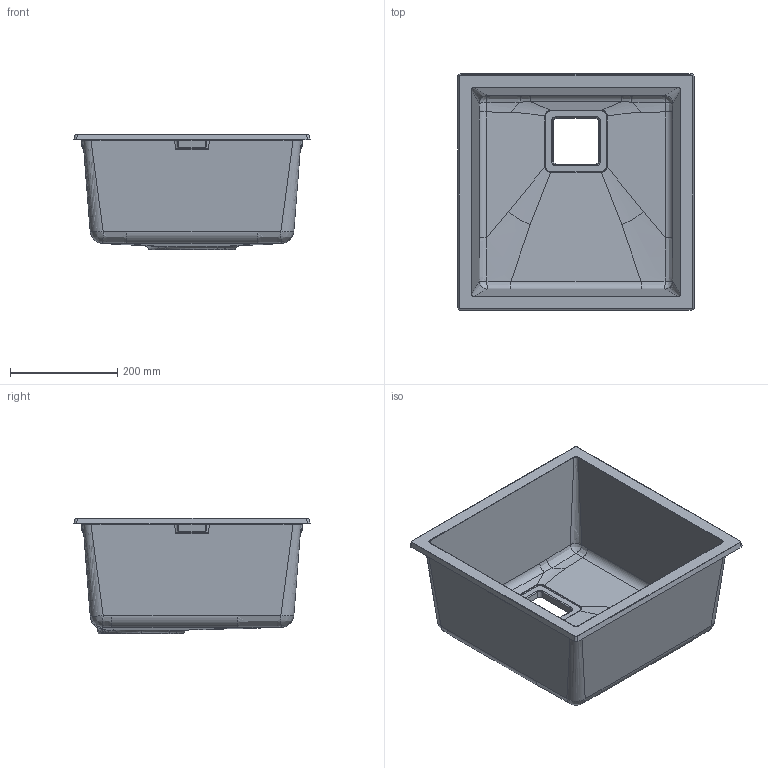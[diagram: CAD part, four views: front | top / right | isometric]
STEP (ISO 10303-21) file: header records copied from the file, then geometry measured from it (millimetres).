
FILE_DESCRIPTION(/* description */ (''),/* implementation_level */ '2;1');
FILE_NAME(/* name */ 'MFOVOI~1',/* time_stamp */ '2022-03-23T14:34:09+01:00',/* author */ (''),/* organization */ (''),/* preprocessor_version */ 'ST-DEVELOPER v16.5',/* originating_system */ '',/* authorisation */ '');
FILE_SCHEMA (('AUTOMOTIVE_DESIGN'));
Length unit declared in the file: millimetre
Products named in the file (1): Document
Bounding box: 440.44 x 440.44 x 215 mm (x, y, z)
Volume: 4106550.5 mm3; surface area: 913675.8 mm2
Topology: 1 solids, 1 shells, 254 faces, 590 edges, 340 vertices
Faces by surface type: bspline 213, plane 41
Entity records: 15183 total; most frequent: CARTESIAN_POINT 11732, ORIENTED_EDGE 1180, EDGE_CURVE 590, B_SPLINE_CURVE_WITH_KNOTS 398, VERTEX_POINT 340, EDGE_LOOP 258, ADVANCED_FACE 254, FACE_OUTER_BOUND 254
